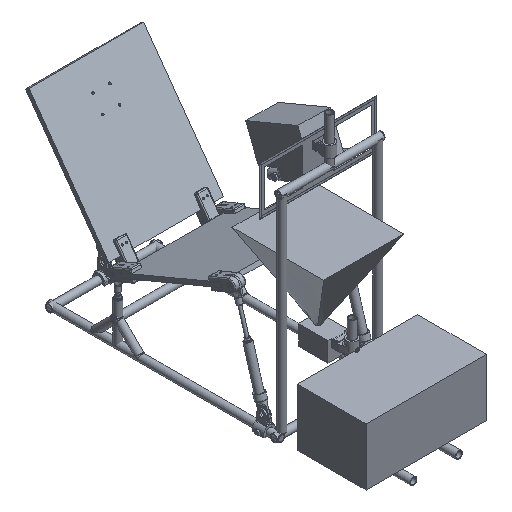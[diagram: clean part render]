
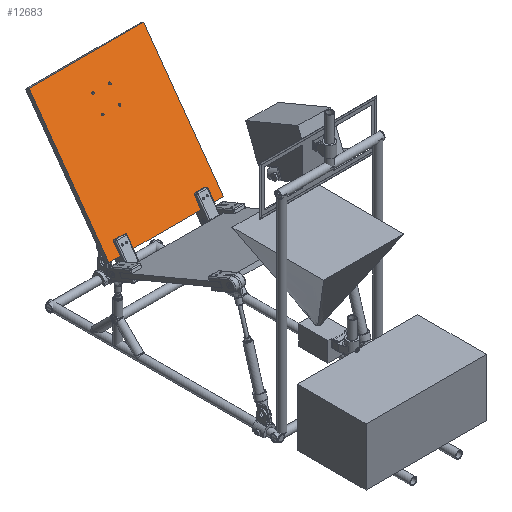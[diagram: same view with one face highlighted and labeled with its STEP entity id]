
A CAD part, isometric view. The second image highlights one B-rep face of the part: STEP entity #12683.
In plain terms, the highlighted face is planar.
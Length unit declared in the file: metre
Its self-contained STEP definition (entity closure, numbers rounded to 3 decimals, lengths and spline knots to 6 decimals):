
#1033=LINE('',#24860,#1805);
#1037=LINE('',#24869,#1809);
#1040=LINE('',#24875,#1812);
#1043=LINE('',#24881,#1815);
#1805=VECTOR('',#17995,1.);
#1809=VECTOR('',#18001,1.);
#1812=VECTOR('',#18006,1.);
#1815=VECTOR('',#18011,1.);
#2805=PLANE('',#14672);
#5626=ORIENTED_EDGE('',*,*,#7418,.F.);
#5627=ORIENTED_EDGE('',*,*,#7419,.F.);
#5628=ORIENTED_EDGE('',*,*,#7420,.F.);
#5629=ORIENTED_EDGE('',*,*,#7421,.F.);
#5630=ORIENTED_EDGE('',*,*,#7396,.F.);
#5631=ORIENTED_EDGE('',*,*,#7422,.F.);
#5632=ORIENTED_EDGE('',*,*,#7398,.F.);
#5633=ORIENTED_EDGE('',*,*,#7423,.F.);
#5634=ORIENTED_EDGE('',*,*,#7400,.F.);
#5635=ORIENTED_EDGE('',*,*,#7410,.T.);
#5636=ORIENTED_EDGE('',*,*,#7407,.T.);
#5637=ORIENTED_EDGE('',*,*,#7404,.F.);
#7396=EDGE_CURVE('',#8600,#8600,#9213,.T.);
#7398=EDGE_CURVE('',#8602,#8602,#9215,.T.);
#7400=EDGE_CURVE('',#8604,#8605,#1033,.T.);
#7404=EDGE_CURVE('',#8605,#8608,#1037,.T.);
#7407=EDGE_CURVE('',#8610,#8608,#1040,.T.);
#7410=EDGE_CURVE('',#8604,#8610,#1043,.T.);
#7418=EDGE_CURVE('',#8618,#8618,#9223,.T.);
#7419=EDGE_CURVE('',#8619,#8619,#9224,.T.);
#7420=EDGE_CURVE('',#8620,#8620,#9225,.T.);
#7421=EDGE_CURVE('',#8621,#8621,#9226,.T.);
#7422=EDGE_CURVE('',#8622,#8622,#9227,.T.);
#7423=EDGE_CURVE('',#8623,#8623,#9228,.T.);
#8600=VERTEX_POINT('',#24851);
#8602=VERTEX_POINT('',#24856);
#8604=VERTEX_POINT('',#24861);
#8605=VERTEX_POINT('',#24862);
#8608=VERTEX_POINT('',#24870);
#8610=VERTEX_POINT('',#24876);
#8618=VERTEX_POINT('',#24898);
#8619=VERTEX_POINT('',#24900);
#8620=VERTEX_POINT('',#24902);
#8621=VERTEX_POINT('',#24904);
#8622=VERTEX_POINT('',#24906);
#8623=VERTEX_POINT('',#24908);
#9213=CIRCLE('',#14656,0.003465);
#9215=CIRCLE('',#14659,0.003465);
#9223=CIRCLE('',#14673,0.0045);
#9224=CIRCLE('',#14674,0.0045);
#9225=CIRCLE('',#14675,0.0045);
#9226=CIRCLE('',#14676,0.0045);
#9227=CIRCLE('',#14677,0.003465);
#9228=CIRCLE('',#14678,0.003465);
#10360=EDGE_LOOP('',(#5626));
#10361=EDGE_LOOP('',(#5627));
#10362=EDGE_LOOP('',(#5628));
#10363=EDGE_LOOP('',(#5629));
#10364=EDGE_LOOP('',(#5630));
#10365=EDGE_LOOP('',(#5631));
#10366=EDGE_LOOP('',(#5632));
#10367=EDGE_LOOP('',(#5633));
#10368=EDGE_LOOP('',(#5634,#5635,#5636,#5637));
#11563=FACE_BOUND('',#10360,.T.);
#11564=FACE_BOUND('',#10361,.T.);
#11565=FACE_BOUND('',#10362,.T.);
#11566=FACE_BOUND('',#10363,.T.);
#11567=FACE_BOUND('',#10364,.T.);
#11568=FACE_BOUND('',#10365,.T.);
#11569=FACE_BOUND('',#10366,.T.);
#11570=FACE_BOUND('',#10367,.T.);
#11571=FACE_BOUND('',#10368,.T.);
#12683=ADVANCED_FACE('',(#11563,#11564,#11565,#11566,#11567,#11568,#11569,
#11570,#11571),#2805,.F.);
#14656=AXIS2_PLACEMENT_3D('',#24850,#17983,#17984);
#14659=AXIS2_PLACEMENT_3D('',#24855,#17989,#17990);
#14672=AXIS2_PLACEMENT_3D('',#24896,#18027,#18028);
#14673=AXIS2_PLACEMENT_3D('',#24897,#18029,#18030);
#14674=AXIS2_PLACEMENT_3D('',#24899,#18031,#18032);
#14675=AXIS2_PLACEMENT_3D('',#24901,#18033,#18034);
#14676=AXIS2_PLACEMENT_3D('',#24903,#18035,#18036);
#14677=AXIS2_PLACEMENT_3D('',#24905,#18037,#18038);
#14678=AXIS2_PLACEMENT_3D('',#24907,#18039,#18040);
#17983=DIRECTION('',(0.,1.,0.));
#17984=DIRECTION('',(0.,0.,1.));
#17989=DIRECTION('',(0.,1.,0.));
#17990=DIRECTION('',(0.,0.,1.));
#17995=DIRECTION('',(1.,0.,0.));
#18001=DIRECTION('',(0.,0.,1.));
#18006=DIRECTION('',(1.,0.,0.));
#18011=DIRECTION('',(0.,0.,1.));
#18027=DIRECTION('',(0.,-1.,0.));
#18028=DIRECTION('',(1.,0.,0.));
#18029=DIRECTION('',(0.,1.,0.));
#18030=DIRECTION('',(0.,0.,1.));
#18031=DIRECTION('',(0.,1.,0.));
#18032=DIRECTION('',(0.,0.,1.));
#18033=DIRECTION('',(0.,1.,0.));
#18034=DIRECTION('',(0.,0.,1.));
#18035=DIRECTION('',(0.,1.,0.));
#18036=DIRECTION('',(0.,0.,1.));
#18037=DIRECTION('',(0.,1.,0.));
#18038=DIRECTION('',(0.,0.,1.));
#18039=DIRECTION('',(0.,1.,0.));
#18040=DIRECTION('',(0.,0.,1.));
#24850=CARTESIAN_POINT('',(0.35,0.009525,0.0332));
#24851=CARTESIAN_POINT('',(0.35,0.009525,0.036665));
#24855=CARTESIAN_POINT('',(0.0095,0.009525,0.0332));
#24856=CARTESIAN_POINT('',(0.0095,0.009525,0.036665));
#24860=CARTESIAN_POINT('',(-0.04925,0.009525,0.00315));
#24861=CARTESIAN_POINT('',(-0.07425,0.009525,0.00315));
#24862=CARTESIAN_POINT('',(0.43375,0.009525,0.00315));
#24869=CARTESIAN_POINT('',(0.43375,0.009525,0.30665));
#24870=CARTESIAN_POINT('',(0.43375,0.009525,0.61015));
#24875=CARTESIAN_POINT('',(0.17975,0.009525,0.61015));
#24876=CARTESIAN_POINT('',(-0.07425,0.009525,0.61015));
#24881=CARTESIAN_POINT('',(-0.07425,0.009525,0.30665));
#24896=CARTESIAN_POINT('',(0.17975,0.009525,0.277857));
#24897=CARTESIAN_POINT('',(0.142501,0.009525,0.420501));
#24898=CARTESIAN_POINT('',(0.142501,0.009525,0.425001));
#24899=CARTESIAN_POINT('',(0.216999,0.009525,0.420501));
#24900=CARTESIAN_POINT('',(0.216999,0.009525,0.425001));
#24901=CARTESIAN_POINT('',(0.216999,0.009525,0.494999));
#24902=CARTESIAN_POINT('',(0.216999,0.009525,0.499499));
#24903=CARTESIAN_POINT('',(0.142501,0.009525,0.494999));
#24904=CARTESIAN_POINT('',(0.142501,0.009525,0.499499));
#24905=CARTESIAN_POINT('',(0.368,0.009525,0.0332));
#24906=CARTESIAN_POINT('',(0.368,0.009525,0.036665));
#24907=CARTESIAN_POINT('',(-0.0085,0.009525,0.0332));
#24908=CARTESIAN_POINT('',(-0.0085,0.009525,0.036665));
